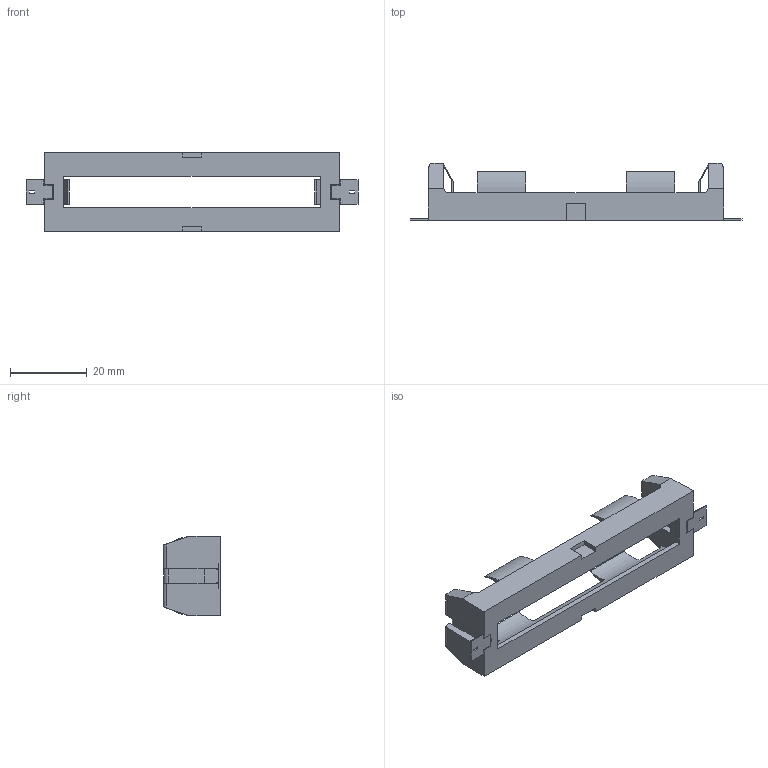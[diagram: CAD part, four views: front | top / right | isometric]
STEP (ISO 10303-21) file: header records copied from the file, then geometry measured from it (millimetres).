
FILE_DESCRIPTION(/* description */ ('STEP AP214'),/* implementation_level */ '2;1');
FILE_NAME(/* name */ '1042_modified v1.step',/* time_stamp */ '2024-08-25T11:36:25+02:00',/* author */ (''),/* organization */ (''),/* preprocessor_version */ 'ST-DEVELOPER v20',/* originating_system */ 'Autodesk Translation Framework v13.14.0.145',/* authorisation */ '');
FILE_SCHEMA (('AUTOMOTIVE_DESIGN { 1 0 10303 214 3 1 1 }'));
Length unit declared in the file: inch
Products named in the file (1): 1042
Bounding box: 86.46 x 15.08 x 20.65 mm (x, y, z)
Volume: 5679.8 mm3; surface area: 6280.6 mm2
Topology: 3 solids, 3 shells, 167 faces, 426 edges, 264 vertices
Faces by surface type: plane 141, cylinder 26
Entity records: 5009 total; most frequent: CARTESIAN_POINT 894, ORIENTED_EDGE 852, DIRECTION 820, EDGE_CURVE 426, LINE 360, VECTOR 360, VERTEX_POINT 264, AXIS2_PLACEMENT_3D 230
